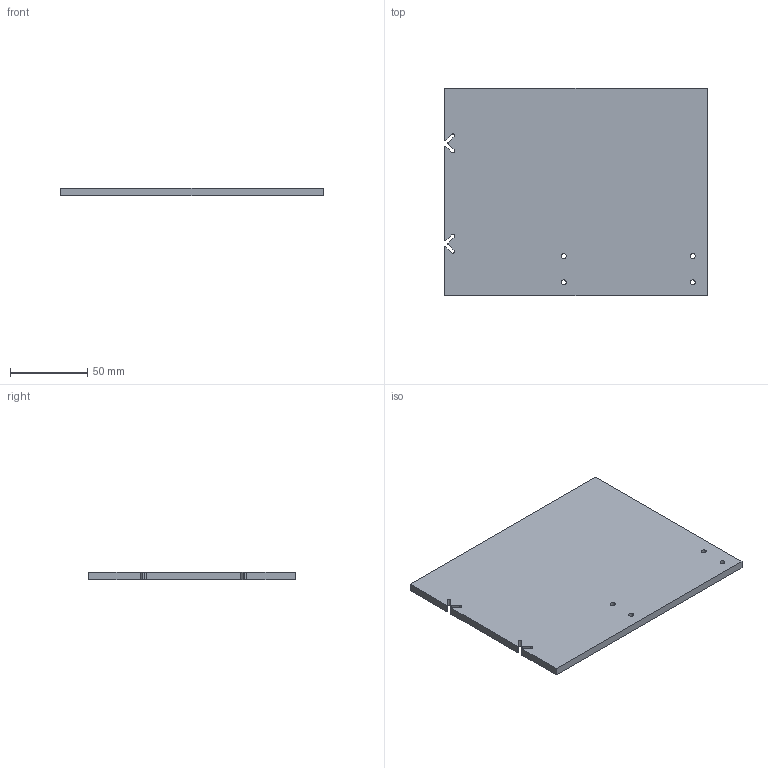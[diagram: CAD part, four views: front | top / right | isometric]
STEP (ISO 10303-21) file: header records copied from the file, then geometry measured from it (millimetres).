
FILE_DESCRIPTION (( 'STEP AP203' ), '1' );
FILE_NAME ('Terra 3.step_Predeterminado_sldprt.STEP', '2025-01-30T00:13:40', ( '' ), ( '' ), 'SwSTEP 2.0', 'SolidWorks 2025', '' );
FILE_SCHEMA (( 'CONFIG_CONTROL_DESIGN' ));
Length unit declared in the file: millimetre
Products named in the file (1): Terra 3.step_Predeterminado_sldprt
Bounding box: 169.86 x 134 x 5 mm (x, y, z)
Volume: 113147.6 mm3; surface area: 48916.1 mm2
Topology: 1 solids, 1 shells, 66 faces, 180 edges, 120 vertices
Faces by surface type: plane 44, cylinder 22
Entity records: 2181 total; most frequent: CARTESIAN_POINT 367, ORIENTED_EDGE 360, DIRECTION 358, EDGE_CURVE 180, VECTOR 136, LINE 136, VERTEX_POINT 120, AXIS2_PLACEMENT_3D 111
